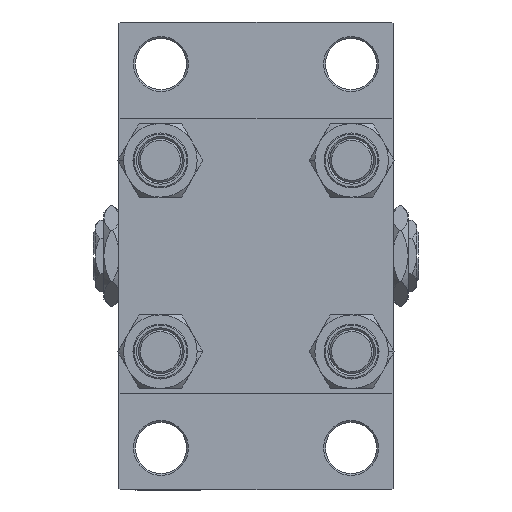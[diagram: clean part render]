
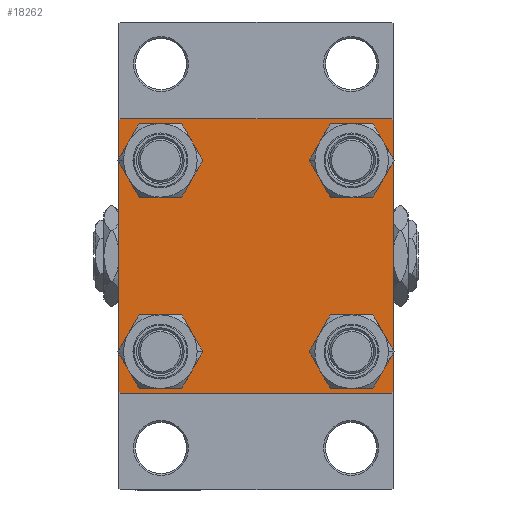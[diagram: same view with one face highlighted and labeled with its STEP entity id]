
A CAD part, left-side view. The second image highlights one B-rep face of the part: STEP entity #18262.
In plain terms, the highlighted planar face has unit normal (-1, 0, 0).
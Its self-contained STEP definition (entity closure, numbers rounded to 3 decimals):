
#880 = LINE ( 'NONE', #1850, #24656 ) ;
#1319 = CARTESIAN_POINT ( 'NONE',  ( 0., -26.15, 26.15 ) ) ;
#1339 = VERTEX_POINT ( 'NONE', #48958 ) ;
#1361 = CIRCLE ( 'NONE', #7715, 6.5 ) ;
#1744 = CARTESIAN_POINT ( 'NONE',  ( 0., 37., -37.5 ) ) ;
#1850 = CARTESIAN_POINT ( 'NONE',  ( 0., 37.25, 37.25 ) ) ;
#2368 = ORIENTED_EDGE ( 'NONE', *, *, #31336, .F. ) ;
#3023 = EDGE_CURVE ( 'NONE', #5078, #15040, #11011, .T. ) ;
#3381 = EDGE_CURVE ( 'NONE', #44947, #41074, #38266, .T. ) ;
#3437 = VERTEX_POINT ( 'NONE', #16351 ) ;
#3573 = DIRECTION ( 'NONE',  ( 1., 0., 0. ) ) ;
#4342 = CIRCLE ( 'NONE', #29774, 6.5 ) ;
#4532 = EDGE_CURVE ( 'NONE', #3437, #14787, #39413, .T. ) ;
#4953 = DIRECTION ( 'NONE',  ( 0., -1., 0. ) ) ;
#5078 = VERTEX_POINT ( 'NONE', #43968 ) ;
#5185 = DIRECTION ( 'NONE',  ( 0., -0.707, -0.707 ) ) ;
#5268 = DIRECTION ( 'NONE',  ( 1., 0., 0. ) ) ;
#6003 = FACE_OUTER_BOUND ( 'NONE', #22542, .T. ) ;
#6932 = CARTESIAN_POINT ( 'NONE',  ( 0., 37.5, 37. ) ) ;
#7715 = AXIS2_PLACEMENT_3D ( 'NONE', #38052, #22611, #34079 ) ;
#7948 = DIRECTION ( 'NONE',  ( 0., 0., 1. ) ) ;
#8239 = CARTESIAN_POINT ( 'NONE',  ( 0., 37., 37.5 ) ) ;
#8497 = DIRECTION ( 'NONE',  ( 1., 0., 0. ) ) ;
#8747 = CARTESIAN_POINT ( 'NONE',  ( 0., -26.15, -26.15 ) ) ;
#8756 = CIRCLE ( 'NONE', #37309, 6.5 ) ;
#8909 = DIRECTION ( 'NONE',  ( 0., 0., -1. ) ) ;
#8933 = LINE ( 'NONE', #12401, #30036 ) ;
#8936 = CARTESIAN_POINT ( 'NONE',  ( 0., 26.15, 19.65 ) ) ;
#9064 = EDGE_CURVE ( 'NONE', #1339, #44947, #8933, .T. ) ;
#9343 = CARTESIAN_POINT ( 'NONE',  ( 0., 26.15, 26.15 ) ) ;
#9385 = CIRCLE ( 'NONE', #47497, 6.5 ) ;
#9413 = DIRECTION ( 'NONE',  ( 0., 0., 1. ) ) ;
#9813 = EDGE_CURVE ( 'NONE', #14679, #15040, #47480, .T. ) ;
#11011 = LINE ( 'NONE', #26192, #13925 ) ;
#11130 = EDGE_CURVE ( 'NONE', #36678, #36344, #27738, .T. ) ;
#11792 = VERTEX_POINT ( 'NONE', #30933 ) ;
#12401 = CARTESIAN_POINT ( 'NONE',  ( 0., 37.25, -37.25 ) ) ;
#12630 = AXIS2_PLACEMENT_3D ( 'NONE', #39358, #5268, #20441 ) ;
#13535 = AXIS2_PLACEMENT_3D ( 'NONE', #29143, #37084, #47566 ) ;
#13899 = EDGE_CURVE ( 'NONE', #14679, #38881, #880, .T. ) ;
#13925 = VECTOR ( 'NONE', #40632, 1000. ) ;
#13948 = FACE_BOUND ( 'NONE', #20419, .T. ) ;
#14176 = ORIENTED_EDGE ( 'NONE', *, *, #13899, .T. ) ;
#14199 = PLANE ( 'NONE',  #13535 ) ;
#14449 = FACE_BOUND ( 'NONE', #36450, .T. ) ;
#14679 = VERTEX_POINT ( 'NONE', #8239 ) ;
#14787 = VERTEX_POINT ( 'NONE', #46058 ) ;
#15040 = VERTEX_POINT ( 'NONE', #44753 ) ;
#15957 = DIRECTION ( 'NONE',  ( 0., 0., 1. ) ) ;
#16006 = CARTESIAN_POINT ( 'NONE',  ( 0., -37.5, -37. ) ) ;
#16351 = CARTESIAN_POINT ( 'NONE',  ( 0., -26.15, -19.65 ) ) ;
#16417 = AXIS2_PLACEMENT_3D ( 'NONE', #47474, #3573, #9413 ) ;
#16518 = ORIENTED_EDGE ( 'NONE', *, *, #4532, .T. ) ;
#16660 = ORIENTED_EDGE ( 'NONE', *, *, #39751, .T. ) ;
#17104 = CARTESIAN_POINT ( 'NONE',  ( 0., 37.5, 37.5 ) ) ;
#17872 = ORIENTED_EDGE ( 'NONE', *, *, #37633, .T. ) ;
#18262 = ADVANCED_FACE ( 'NONE', ( #40089, #44797, #13948, #14449, #6003 ), #14199, .T. ) ;
#20328 = LINE ( 'NONE', #42991, #48811 ) ;
#20419 = EDGE_LOOP ( 'NONE', ( #41896, #17872 ) ) ;
#20441 = DIRECTION ( 'NONE',  ( 0., 0., 1. ) ) ;
#20525 = LINE ( 'NONE', #35710, #44850 ) ;
#20545 = VERTEX_POINT ( 'NONE', #16006 ) ;
#21593 = ORIENTED_EDGE ( 'NONE', *, *, #11130, .T. ) ;
#21744 = CARTESIAN_POINT ( 'NONE',  ( 0., -37., -37.5 ) ) ;
#22111 = EDGE_CURVE ( 'NONE', #38881, #1339, #42833, .T. ) ;
#22542 = EDGE_LOOP ( 'NONE', ( #28191, #24374, #45630, #37110, #2368, #37845, #26331, #14176 ) ) ;
#22611 = DIRECTION ( 'NONE',  ( 1., 0., 0. ) ) ;
#23915 = DIRECTION ( 'NONE',  ( 0., 0., -1. ) ) ;
#24350 = VERTEX_POINT ( 'NONE', #37809 ) ;
#24374 = ORIENTED_EDGE ( 'NONE', *, *, #9064, .T. ) ;
#24656 = VECTOR ( 'NONE', #42680, 1000. ) ;
#25367 = CARTESIAN_POINT ( 'NONE',  ( 0., -26.15, -26.15 ) ) ;
#25912 = CIRCLE ( 'NONE', #16417, 6.5 ) ;
#26192 = CARTESIAN_POINT ( 'NONE',  ( 0., -37.25, 37.25 ) ) ;
#26320 = ORIENTED_EDGE ( 'NONE', *, *, #36943, .T. ) ;
#26331 = ORIENTED_EDGE ( 'NONE', *, *, #9813, .F. ) ;
#27702 = VECTOR ( 'NONE', #4953, 1000. ) ;
#27738 = CIRCLE ( 'NONE', #12630, 6.5 ) ;
#28185 = EDGE_LOOP ( 'NONE', ( #16518, #41815 ) ) ;
#28191 = ORIENTED_EDGE ( 'NONE', *, *, #22111, .T. ) ;
#28384 = CARTESIAN_POINT ( 'NONE',  ( 0., -26.15, 32.65 ) ) ;
#29143 = CARTESIAN_POINT ( 'NONE',  ( 0., 0., 0. ) ) ;
#29228 = DIRECTION ( 'NONE',  ( 1., 0., 0. ) ) ;
#29583 = DIRECTION ( 'NONE',  ( 0., -1., 0. ) ) ;
#29774 = AXIS2_PLACEMENT_3D ( 'NONE', #25367, #43566, #47546 ) ;
#30036 = VECTOR ( 'NONE', #5185, 1000. ) ;
#30933 = CARTESIAN_POINT ( 'NONE',  ( 0., 26.15, -19.65 ) ) ;
#31336 = EDGE_CURVE ( 'NONE', #5078, #20545, #20328, .T. ) ;
#31949 = VERTEX_POINT ( 'NONE', #35644 ) ;
#32481 = EDGE_CURVE ( 'NONE', #41074, #20545, #20525, .T. ) ;
#32646 = EDGE_CURVE ( 'NONE', #14787, #3437, #4342, .T. ) ;
#33546 = CARTESIAN_POINT ( 'NONE',  ( 0., 37.5, -37.5 ) ) ;
#34079 = DIRECTION ( 'NONE',  ( 0., 0., 1. ) ) ;
#34194 = EDGE_LOOP ( 'NONE', ( #21593, #16660 ) ) ;
#34625 = CARTESIAN_POINT ( 'NONE',  ( 0., 37.5, 37.5 ) ) ;
#35644 = CARTESIAN_POINT ( 'NONE',  ( 0., 26.15, -32.65 ) ) ;
#35710 = CARTESIAN_POINT ( 'NONE',  ( 0., -37.25, -37.25 ) ) ;
#35715 = DIRECTION ( 'NONE',  ( 0., 0., 1. ) ) ;
#36344 = VERTEX_POINT ( 'NONE', #38160 ) ;
#36450 = EDGE_LOOP ( 'NONE', ( #26320, #36548 ) ) ;
#36548 = ORIENTED_EDGE ( 'NONE', *, *, #48008, .T. ) ;
#36678 = VERTEX_POINT ( 'NONE', #28384 ) ;
#36875 = VERTEX_POINT ( 'NONE', #8936 ) ;
#36943 = EDGE_CURVE ( 'NONE', #24350, #36875, #25912, .T. ) ;
#37084 = DIRECTION ( 'NONE',  ( -1., 0., 0. ) ) ;
#37110 = ORIENTED_EDGE ( 'NONE', *, *, #32481, .T. ) ;
#37309 = AXIS2_PLACEMENT_3D ( 'NONE', #9343, #29228, #35715 ) ;
#37612 = EDGE_CURVE ( 'NONE', #11792, #31949, #43440, .T. ) ;
#37633 = EDGE_CURVE ( 'NONE', #31949, #11792, #1361, .T. ) ;
#37809 = CARTESIAN_POINT ( 'NONE',  ( 0., 26.15, 32.65 ) ) ;
#37842 = AXIS2_PLACEMENT_3D ( 'NONE', #8747, #8497, #15957 ) ;
#37845 = ORIENTED_EDGE ( 'NONE', *, *, #3023, .T. ) ;
#38052 = CARTESIAN_POINT ( 'NONE',  ( 0., 26.15, -26.15 ) ) ;
#38160 = CARTESIAN_POINT ( 'NONE',  ( 0., -26.15, 19.65 ) ) ;
#38266 = LINE ( 'NONE', #33546, #48134 ) ;
#38881 = VERTEX_POINT ( 'NONE', #6932 ) ;
#39358 = CARTESIAN_POINT ( 'NONE',  ( 0., -26.15, 26.15 ) ) ;
#39413 = CIRCLE ( 'NONE', #37842, 6.5 ) ;
#39751 = EDGE_CURVE ( 'NONE', #36344, #36678, #9385, .T. ) ;
#40089 = FACE_BOUND ( 'NONE', #34194, .T. ) ;
#40632 = DIRECTION ( 'NONE',  ( 0., 0.707, 0.707 ) ) ;
#41074 = VERTEX_POINT ( 'NONE', #21744 ) ;
#41815 = ORIENTED_EDGE ( 'NONE', *, *, #32646, .T. ) ;
#41896 = ORIENTED_EDGE ( 'NONE', *, *, #37612, .T. ) ;
#42628 = DIRECTION ( 'NONE',  ( 1., 0., 0. ) ) ;
#42680 = DIRECTION ( 'NONE',  ( 0., 0.707, -0.707 ) ) ;
#42833 = LINE ( 'NONE', #34625, #44671 ) ;
#42991 = CARTESIAN_POINT ( 'NONE',  ( 0., -37.5, 37.5 ) ) ;
#43440 = CIRCLE ( 'NONE', #44241, 6.5 ) ;
#43566 = DIRECTION ( 'NONE',  ( 1., 0., 0. ) ) ;
#43968 = CARTESIAN_POINT ( 'NONE',  ( 0., -37.5, 37. ) ) ;
#44241 = AXIS2_PLACEMENT_3D ( 'NONE', #45015, #49004, #7948 ) ;
#44671 = VECTOR ( 'NONE', #23915, 1000. ) ;
#44753 = CARTESIAN_POINT ( 'NONE',  ( 0., -37., 37.5 ) ) ;
#44797 = FACE_BOUND ( 'NONE', #28185, .T. ) ;
#44850 = VECTOR ( 'NONE', #46672, 1000. ) ;
#44947 = VERTEX_POINT ( 'NONE', #1744 ) ;
#45015 = CARTESIAN_POINT ( 'NONE',  ( 0., 26.15, -26.15 ) ) ;
#45630 = ORIENTED_EDGE ( 'NONE', *, *, #3381, .T. ) ;
#46058 = CARTESIAN_POINT ( 'NONE',  ( 0., -26.15, -32.65 ) ) ;
#46672 = DIRECTION ( 'NONE',  ( 0., -0.707, 0.707 ) ) ;
#47474 = CARTESIAN_POINT ( 'NONE',  ( 0., 26.15, 26.15 ) ) ;
#47480 = LINE ( 'NONE', #17104, #27702 ) ;
#47497 = AXIS2_PLACEMENT_3D ( 'NONE', #1319, #42628, #47577 ) ;
#47546 = DIRECTION ( 'NONE',  ( 0., 0., 1. ) ) ;
#47566 = DIRECTION ( 'NONE',  ( 0., 0., 1. ) ) ;
#47577 = DIRECTION ( 'NONE',  ( 0., 0., 1. ) ) ;
#48008 = EDGE_CURVE ( 'NONE', #36875, #24350, #8756, .T. ) ;
#48134 = VECTOR ( 'NONE', #29583, 1000. ) ;
#48811 = VECTOR ( 'NONE', #8909, 1000. ) ;
#48958 = CARTESIAN_POINT ( 'NONE',  ( 0., 37.5, -37. ) ) ;
#49004 = DIRECTION ( 'NONE',  ( 1., 0., 0. ) ) ;
